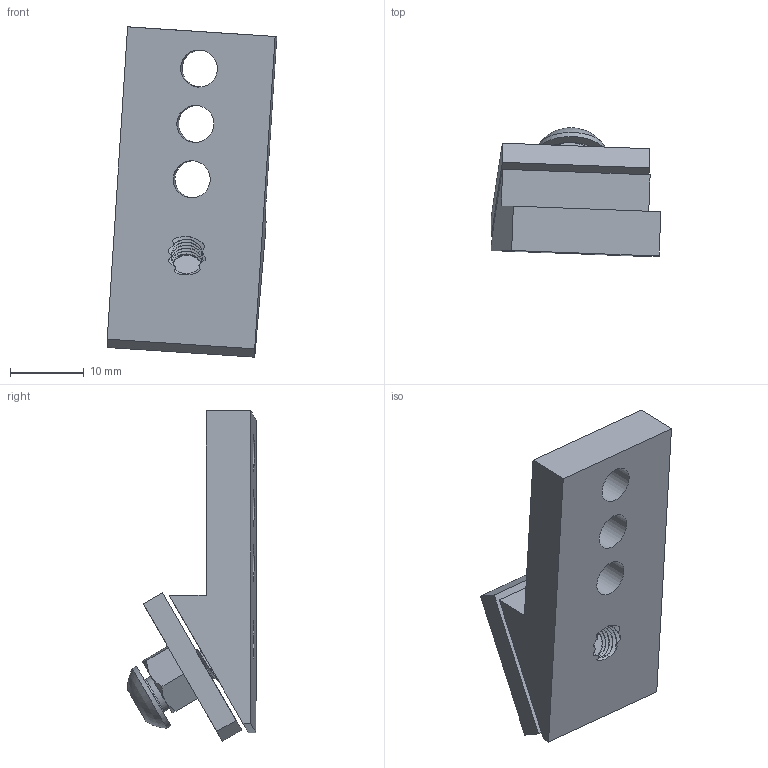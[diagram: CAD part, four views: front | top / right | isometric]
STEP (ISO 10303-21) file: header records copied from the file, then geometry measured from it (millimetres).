
FILE_DESCRIPTION(/* description */ (''),/* implementation_level */ '2;1');
FILE_NAME(/* name */ 'Toe Clamp v2.step',/* time_stamp */ '2016-10-14T20:35:30-07:00',/* author */ (''),/* organization */ (''),/* preprocessor_version */ 'ST-DEVELOPER v16.5',/* originating_system */ 'Autodesk Translation Framework v5.2.0.2031',/* authorisation */ '');
FILE_SCHEMA (('AUTOMOTIVE_DESIGN { 1 0 10303 214 3 1 1 }'));
Length unit declared in the file: centimetre
Products named in the file (5): Toe Clamp v2; Toe Clamp Bit v1; Toe Clamp Body v2; 5mm Eccentric Nut v2; 5mm x 10mm BHCS v1
Assembly tree (4 placements, depth 2):
  Toe Clamp v2
    Toe Clamp Bit v1
    Toe Clamp Body v2
    5mm Eccentric Nut v2
    5mm x 10mm BHCS v1
Bounding box: 22.93 x 17.4 x 44.66 mm (x, y, z)
Volume: 6166 mm3; surface area: 4633.3 mm2
Topology: 4 solids, 4 shells, 99 faces, 249 edges, 160 vertices
Faces by surface type: plane 32, cylinder 28, bspline 28, cone 8, sphere 2, torus 1
Full cylindrical faces by diameter (mm): 5 x15, 7.112 x1, 7.125 x1, 9.32 x1
Entity records: 21308 total; most frequent: CARTESIAN_POINT 19401, ORIENTED_EDGE 394, DIRECTION 313, EDGE_CURVE 197, VERTEX_POINT 132, AXIS2_PLACEMENT_3D 120, EDGE_LOOP 111, FACE_OUTER_BOUND 86
